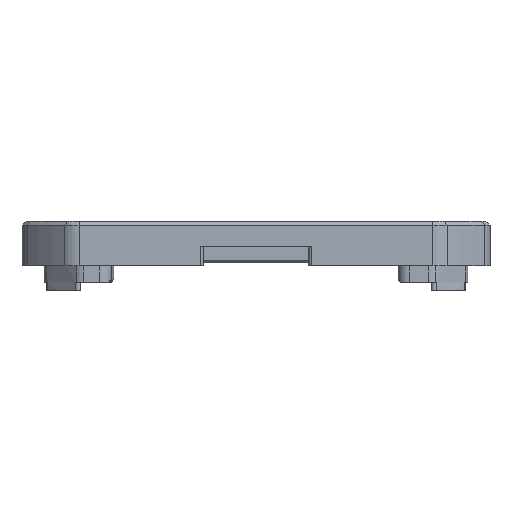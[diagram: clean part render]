
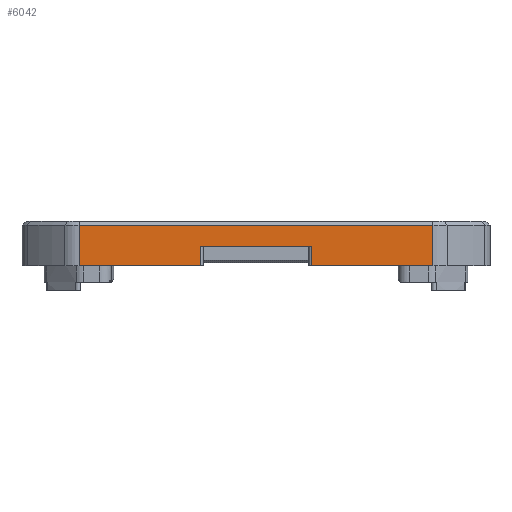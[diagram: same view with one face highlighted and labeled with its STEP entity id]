
A CAD part, front view. The second image highlights one B-rep face of the part: STEP entity #6042.
In plain terms, the highlighted planar face has unit normal (0, -1, 0).
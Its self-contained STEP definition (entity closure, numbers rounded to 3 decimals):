
#279=PLANE('',#6703);
#540=FACE_OUTER_BOUND('',#892,.T.);
#892=EDGE_LOOP('',(#5192,#5193,#5194,#5195,#5196,#5197,#5198,#5199));
#1226=LINE('',#9592,#1756);
#1401=LINE('',#10372,#1931);
#1421=LINE('',#10457,#1951);
#1431=LINE('',#10486,#1961);
#1432=LINE('',#10488,#1962);
#1433=LINE('',#10490,#1963);
#1434=LINE('',#10492,#1964);
#1435=LINE('',#10493,#1965);
#1756=VECTOR('',#7624,10.);
#1931=VECTOR('',#8199,10.);
#1951=VECTOR('',#8289,10.);
#1961=VECTOR('',#8323,10.);
#1962=VECTOR('',#8326,10.);
#1963=VECTOR('',#8327,10.);
#1964=VECTOR('',#8328,10.);
#1965=VECTOR('',#8329,2.);
#2721=VERTEX_POINT('',#9589);
#2722=VERTEX_POINT('',#9591);
#2923=VERTEX_POINT('',#10369);
#2924=VERTEX_POINT('',#10371);
#2953=VERTEX_POINT('',#10454);
#2954=VERTEX_POINT('',#10456);
#2962=VERTEX_POINT('',#10489);
#2963=VERTEX_POINT('',#10491);
#3398=EDGE_CURVE('',#2722,#2721,#1226,.T.);
#3703=EDGE_CURVE('',#2924,#2923,#1401,.T.);
#3749=EDGE_CURVE('',#2954,#2953,#1421,.T.);
#3766=EDGE_CURVE('',#2722,#2953,#1431,.T.);
#3767=EDGE_CURVE('',#2924,#2721,#1432,.T.);
#3768=EDGE_CURVE('',#2923,#2962,#1433,.T.);
#3769=EDGE_CURVE('',#2963,#2962,#1434,.T.);
#3770=EDGE_CURVE('',#2954,#2963,#1435,.T.);
#5192=ORIENTED_EDGE('',*,*,#3766,.F.);
#5193=ORIENTED_EDGE('',*,*,#3398,.T.);
#5194=ORIENTED_EDGE('',*,*,#3767,.F.);
#5195=ORIENTED_EDGE('',*,*,#3703,.T.);
#5196=ORIENTED_EDGE('',*,*,#3768,.T.);
#5197=ORIENTED_EDGE('',*,*,#3769,.F.);
#5198=ORIENTED_EDGE('',*,*,#3770,.F.);
#5199=ORIENTED_EDGE('',*,*,#3749,.T.);
#6042=ADVANCED_FACE('',(#540),#279,.T.);
#6703=AXIS2_PLACEMENT_3D('',#10487,#8324,#8325);
#7624=DIRECTION('',(1.,0.,0.));
#8199=DIRECTION('',(1.,0.,0.));
#8289=DIRECTION('',(1.,0.,0.));
#8323=DIRECTION('',(0.,0.,-1.));
#8324=DIRECTION('center_axis',(0.,-1.,0.));
#8325=DIRECTION('ref_axis',(1.,0.,0.));
#8326=DIRECTION('',(0.,0.,1.));
#8327=DIRECTION('',(0.,0.,1.));
#8328=DIRECTION('',(1.,0.,0.));
#8329=DIRECTION('',(0.,0.,1.));
#9589=CARTESIAN_POINT('',(5.,-21.,4.25));
#9591=CARTESIAN_POINT('',(-5.,-21.,4.25));
#9592=CARTESIAN_POINT('',(-9.808,-21.,4.25));
#10369=CARTESIAN_POINT('',(15.861,-21.,2.5));
#10371=CARTESIAN_POINT('',(5.,-21.,2.5));
#10372=CARTESIAN_POINT('',(-2.805,-21.,2.5));
#10454=CARTESIAN_POINT('',(-5.,-21.,2.5));
#10456=CARTESIAN_POINT('',(-15.861,-21.,2.5));
#10457=CARTESIAN_POINT('',(-13.055,-21.,2.5));
#10486=CARTESIAN_POINT('',(-5.,-21.,3.075));
#10487=CARTESIAN_POINT('Origin',(-15.861,-21.,3.));
#10488=CARTESIAN_POINT('',(5.,-21.,3.075));
#10489=CARTESIAN_POINT('',(15.861,-21.,6.125));
#10490=CARTESIAN_POINT('',(15.861,-21.,3.));
#10491=CARTESIAN_POINT('',(-15.861,-21.,6.125));
#10492=CARTESIAN_POINT('',(-7.93,-21.,6.125));
#10493=CARTESIAN_POINT('',(-15.861,-21.,3.));
